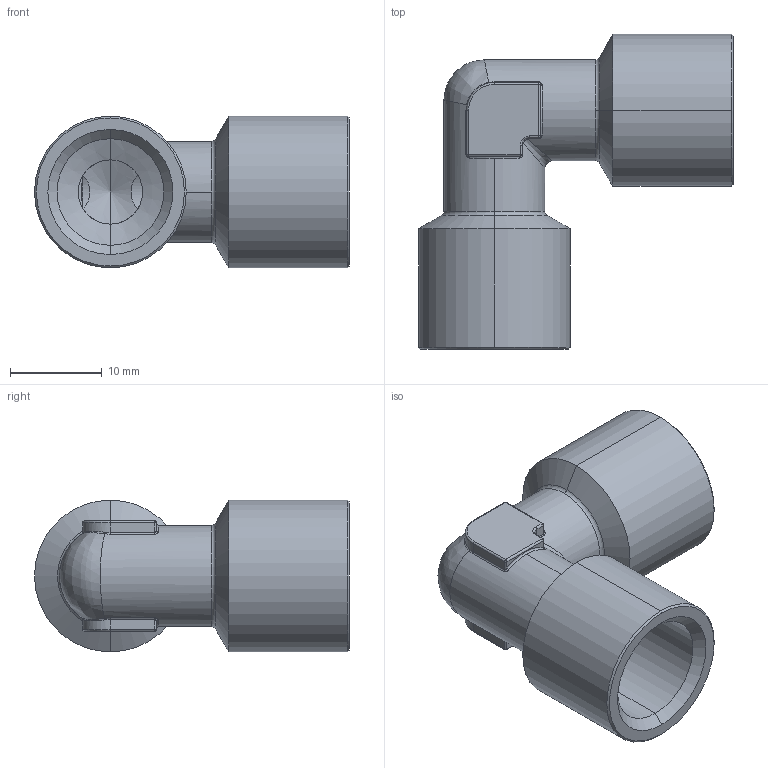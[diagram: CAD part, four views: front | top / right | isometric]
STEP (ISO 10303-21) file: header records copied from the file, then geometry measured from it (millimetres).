
FILE_DESCRIPTION (( 'STEP AP203' ), '1' );
FILE_NAME ('002-X297.STEP', '2013-10-30T15:43:28', ( 'Gabriele' ), ( '' ), 'SwSTEP 2.0', 'SolidWorks 2011', '' );
FILE_SCHEMA (( 'CONFIG_CONTROL_DESIGN' ));
Length unit declared in the file: millimetre
Products named in the file (1): 002-X297
Bounding box: 34.25 x 34.25 x 16.5 mm (x, y, z)
Volume: 4477.9 mm3; surface area: 4239.7 mm2
Topology: 1 solids, 1 shells, 136 faces, 306 edges, 160 vertices
Faces by surface type: cylinder 56, cone 22, bspline 22, plane 16, torus 12, sphere 8
Entity records: 4282 total; most frequent: CARTESIAN_POINT 1401, DIRECTION 600, ORIENTED_EDGE 588, EDGE_CURVE 294, AXIS2_PLACEMENT_3D 249, VERTEX_POINT 160, EDGE_LOOP 138, FACE_OUTER_BOUND 136
